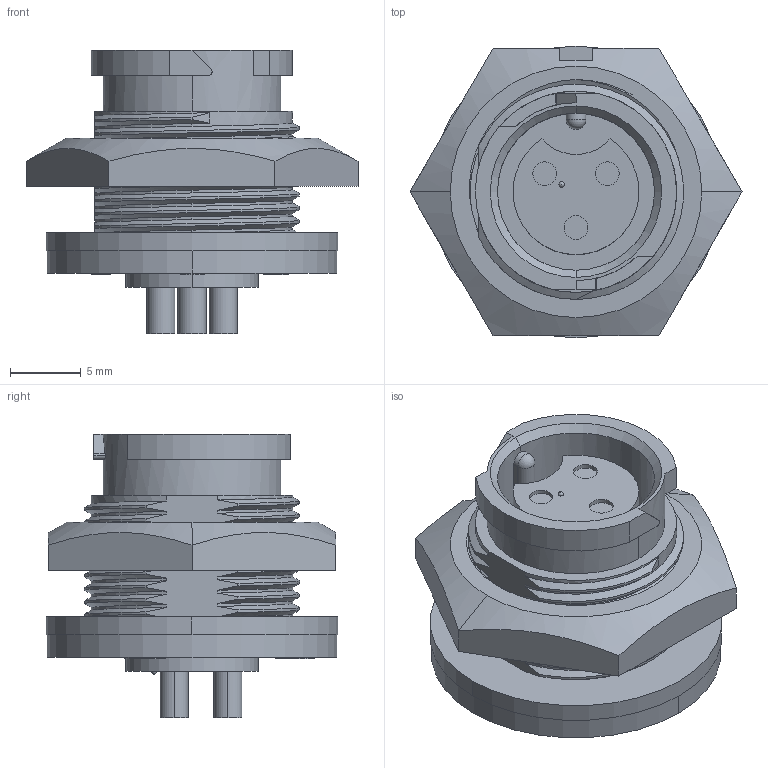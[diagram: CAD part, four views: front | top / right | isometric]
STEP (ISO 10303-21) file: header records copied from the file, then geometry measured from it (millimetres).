
FILE_DESCRIPTION (( 'STEP AP203' ), '1' );
FILE_NAME ('W7280-3SG-P-300.STEP', '2021-10-29T14:30:14', ( '' ), ( '' ), 'SwSTEP 2.0', 'SolidWorks 2020', '' );
FILE_SCHEMA (( 'CONFIG_CONTROL_DESIGN' ));
Length unit declared in the file: millimetre
Products named in the file (1): W7280-3SG-P-300
Bounding box: 23.46 x 20.62 x 20.04 mm (x, y, z)
Volume: 3164.2 mm3; surface area: 3045 mm2
Topology: 2 solids, 2 shells, 202 faces, 547 edges, 363 vertices
Faces by surface type: cylinder 79, plane 65, bspline 51, cone 4, sphere 3
Entity records: 13652 total; most frequent: CARTESIAN_POINT 9120, ORIENTED_EDGE 1082, DIRECTION 714, EDGE_CURVE 541, VERTEX_POINT 360, LINE 248, VECTOR 248, AXIS2_PLACEMENT_3D 233
